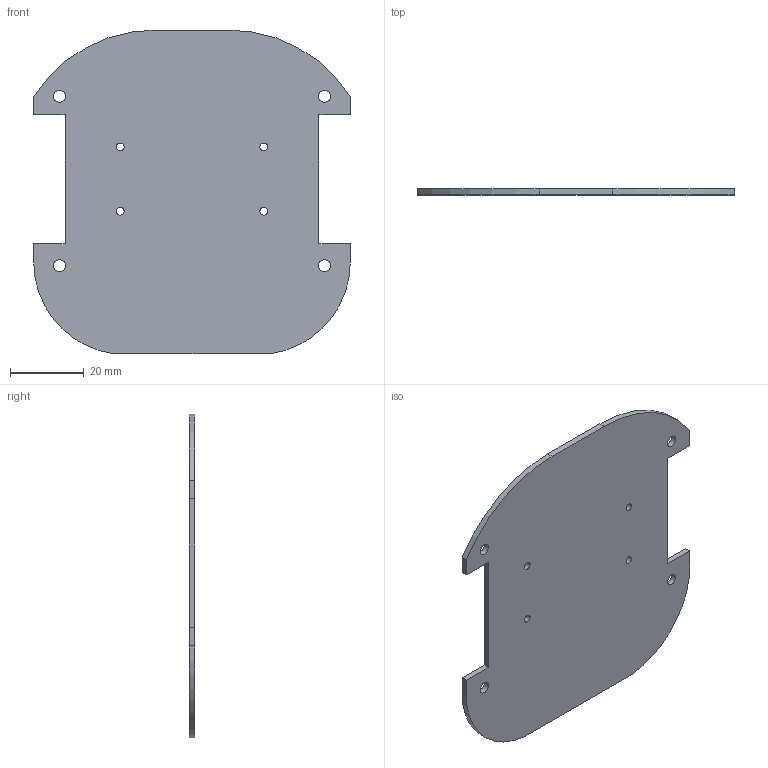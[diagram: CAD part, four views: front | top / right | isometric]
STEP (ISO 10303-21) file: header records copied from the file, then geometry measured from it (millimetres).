
FILE_DESCRIPTION(/* description */ (''),/* implementation_level */ '2;1');
FILE_NAME(/* name */ 'pcb.stp',/* time_stamp */ '2022-05-30T16:12:37+02:00',/* author */ ('dimercur'),/* organization */ (''),/* preprocessor_version */ 'ST-DEVELOPER v18.1',/* originating_system */ 'Autodesk Inventor 2021',/* authorisation */ '');
FILE_SCHEMA (('CONFIG_CONTROL_DESIGN'));
Length unit declared in the file: millimetre
Products named in the file (1): pcb
Bounding box: 86 x 1.6 x 88 mm (x, y, z)
Volume: 10100.9 mm3; surface area: 13272.1 mm2
Topology: 1 solids, 1 shells, 26 faces, 76 edges, 52 vertices
Faces by surface type: plane 14, cylinder 12
Full cylindrical faces by diameter (mm): 2.1 x4, 3.2 x4
Entity records: 962 total; most frequent: DIRECTION 158, CARTESIAN_POINT 155, ORIENTED_EDGE 152, EDGE_CURVE 76, AXIS2_PLACEMENT_3D 55, VERTEX_POINT 52, LINE 48, VECTOR 48
